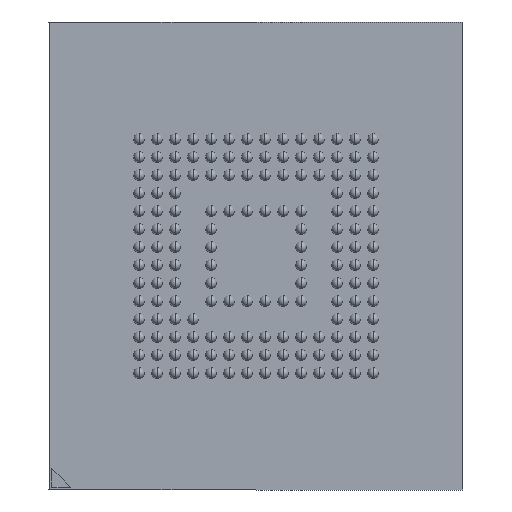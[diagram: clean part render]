
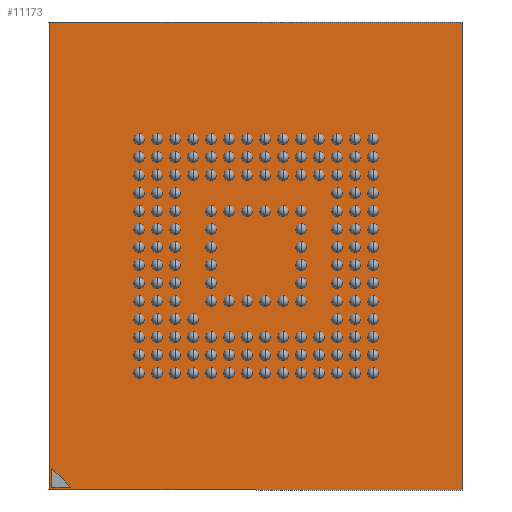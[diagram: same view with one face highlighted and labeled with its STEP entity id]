
A CAD part, front view. The second image highlights one B-rep face of the part: STEP entity #11173.
In plain terms, the highlighted planar face has unit normal (0, -1, 0).
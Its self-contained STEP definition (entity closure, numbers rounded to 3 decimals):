
#59 = ORIENTED_EDGE ( 'NONE', *, *, #2610, .F. ) ;
#216 = CARTESIAN_POINT ( 'NONE',  ( 5.75, 0., -6.5 ) ) ;
#486 = CARTESIAN_POINT ( 'NONE',  ( 5.75, 0., 6.5 ) ) ;
#493 = VECTOR ( 'NONE', #4184, 1000. ) ;
#707 = CARTESIAN_POINT ( 'NONE',  ( -5.671, 0., -5.905 ) ) ;
#724 = CARTESIAN_POINT ( 'NONE',  ( -5.155, 0., -6.421 ) ) ;
#957 = LINE ( 'NONE', #11381, #1603 ) ;
#1015 = DIRECTION ( 'NONE',  ( 1., 0., 0. ) ) ;
#1472 = VERTEX_POINT ( 'NONE', #6104 ) ;
#1519 = DIRECTION ( 'NONE',  ( -0.707, 0., 0.707 ) ) ;
#1603 = VECTOR ( 'NONE', #1015, 1000. ) ;
#1646 = CARTESIAN_POINT ( 'NONE',  ( -5.671, 0., -5.905 ) ) ;
#1836 = LINE ( 'NONE', #216, #11133 ) ;
#2569 = VERTEX_POINT ( 'NONE', #6226 ) ;
#2610 = EDGE_CURVE ( 'NONE', #1472, #8092, #957, .T. ) ;
#2833 = LINE ( 'NONE', #8747, #7986 ) ;
#2864 = AXIS2_PLACEMENT_3D ( 'NONE', #10744, #5817, #11778 ) ;
#3206 = FACE_OUTER_BOUND ( 'NONE', #12237, .T. ) ;
#3403 = ORIENTED_EDGE ( 'NONE', *, *, #12293, .F. ) ;
#3639 = DIRECTION ( 'NONE',  ( 1., 0., 0. ) ) ;
#4109 = ORIENTED_EDGE ( 'NONE', *, *, #11775, .F. ) ;
#4140 = CARTESIAN_POINT ( 'NONE',  ( -5.75, 0., 6.5 ) ) ;
#4184 = DIRECTION ( 'NONE',  ( 0., 0., -1. ) ) ;
#4740 = PLANE ( 'NONE',  #2864 ) ;
#4839 = VECTOR ( 'NONE', #1519, 1000. ) ;
#5007 = FACE_BOUND ( 'NONE', #11602, .T. ) ;
#5018 = DIRECTION ( 'NONE',  ( 0., 0., 1. ) ) ;
#5391 = EDGE_CURVE ( 'NONE', #11323, #1472, #9523, .T. ) ;
#5640 = LINE ( 'NONE', #1646, #4839 ) ;
#5817 = DIRECTION ( 'NONE',  ( 0., 1., 0. ) ) ;
#6064 = CARTESIAN_POINT ( 'NONE',  ( -5.75, 0., -6.5 ) ) ;
#6104 = CARTESIAN_POINT ( 'NONE',  ( -5.671, 0., -6.421 ) ) ;
#6122 = LINE ( 'NONE', #9715, #6434 ) ;
#6226 = CARTESIAN_POINT ( 'NONE',  ( 5.75, 0., -6.5 ) ) ;
#6434 = VECTOR ( 'NONE', #6558, 1000. ) ;
#6558 = DIRECTION ( 'NONE',  ( 0., 0., -1. ) ) ;
#7258 = ORIENTED_EDGE ( 'NONE', *, *, #11254, .F. ) ;
#7623 = LINE ( 'NONE', #4140, #9691 ) ;
#7986 = VECTOR ( 'NONE', #3639, 1000. ) ;
#8092 = VERTEX_POINT ( 'NONE', #724 ) ;
#8747 = CARTESIAN_POINT ( 'NONE',  ( 5.75, 0., 6.5 ) ) ;
#8988 = ORIENTED_EDGE ( 'NONE', *, *, #5391, .F. ) ;
#9523 = LINE ( 'NONE', #11416, #493 ) ;
#9691 = VECTOR ( 'NONE', #5018, 1000. ) ;
#9715 = CARTESIAN_POINT ( 'NONE',  ( 5.75, 0., 6.5 ) ) ;
#9888 = VERTEX_POINT ( 'NONE', #6064 ) ;
#10367 = DIRECTION ( 'NONE',  ( -1., 0., 0. ) ) ;
#10526 = EDGE_CURVE ( 'NONE', #9888, #11814, #7623, .T. ) ;
#10689 = CARTESIAN_POINT ( 'NONE',  ( -5.75, 0., 6.5 ) ) ;
#10744 = CARTESIAN_POINT ( 'NONE',  ( 0., 0., 0. ) ) ;
#11133 = VECTOR ( 'NONE', #10367, 1000. ) ;
#11173 = ADVANCED_FACE ( 'NONE', ( #5007, #3206 ), #4740, .F. ) ;
#11254 = EDGE_CURVE ( 'NONE', #8092, #11323, #5640, .T. ) ;
#11323 = VERTEX_POINT ( 'NONE', #707 ) ;
#11381 = CARTESIAN_POINT ( 'NONE',  ( -5.671, 0., -6.421 ) ) ;
#11416 = CARTESIAN_POINT ( 'NONE',  ( -5.671, 0., -6.421 ) ) ;
#11602 = EDGE_LOOP ( 'NONE', ( #7258, #59, #8988 ) ) ;
#11775 = EDGE_CURVE ( 'NONE', #12216, #2569, #6122, .T. ) ;
#11778 = DIRECTION ( 'NONE',  ( 0., 0., 1. ) ) ;
#11814 = VERTEX_POINT ( 'NONE', #10689 ) ;
#11975 = ORIENTED_EDGE ( 'NONE', *, *, #12647, .F. ) ;
#12216 = VERTEX_POINT ( 'NONE', #486 ) ;
#12237 = EDGE_LOOP ( 'NONE', ( #12284, #11975, #4109, #3403 ) ) ;
#12284 = ORIENTED_EDGE ( 'NONE', *, *, #10526, .F. ) ;
#12293 = EDGE_CURVE ( 'NONE', #11814, #12216, #2833, .T. ) ;
#12647 = EDGE_CURVE ( 'NONE', #2569, #9888, #1836, .T. ) ;
